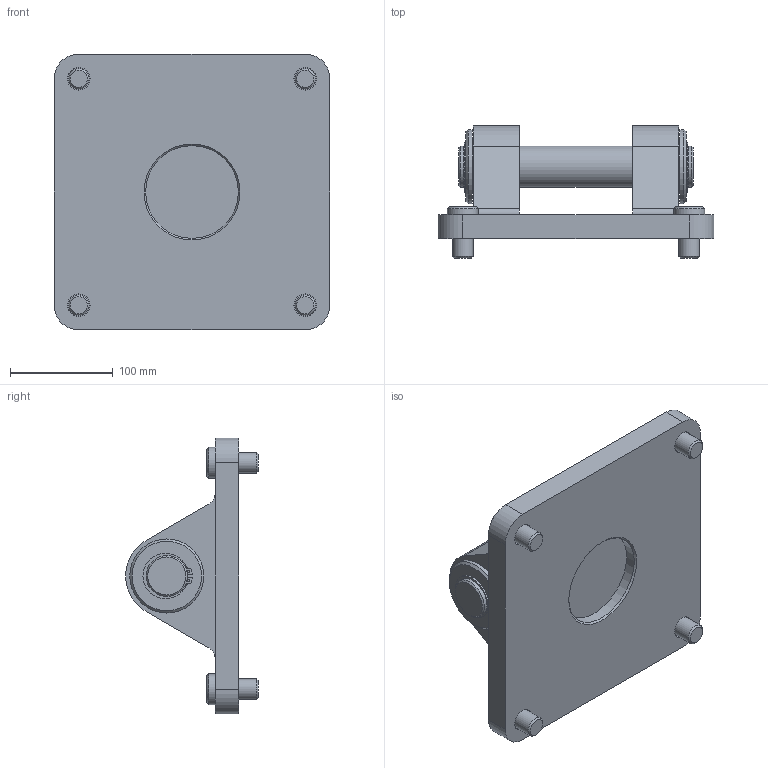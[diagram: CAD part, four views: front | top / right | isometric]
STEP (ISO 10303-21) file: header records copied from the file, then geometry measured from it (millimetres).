
FILE_DESCRIPTION(/* description */ ('STEP AP214'),/* implementation_level */ '2;1');
FILE_NAME(/* name */ '157512_SNGB-250',/* time_stamp */ '2024-09-15T09:28:32+02:00',/* author */ ('License CC BY-ND 4.0'),/* organization */ ('CADENAS'),/* preprocessor_version */ 'ST-DEVELOPER v19.3',/* originating_system */ 'PARTsolutions',/* authorisation */ ' ');
FILE_SCHEMA (('AUTOMOTIVE_DESIGN {1 0 10303 214 3 1 1}'));
Length unit declared in the file: millimetre
Products named in the file (6): 157512 SNGB-250---(asm); 157512 SNGB-250---(FL); 369504 BZ-40-214,0-AA (228); DIN471 - 40x1.75; DIN-125B-1 -40(F); DIN-912 - M20x30(F)
Assembly tree (10 placements, depth 2):
  157512 SNGB-250---(asm)
    157512 SNGB-250---(FL)
    369504 BZ-40-214,0-AA (228)
    DIN471 - 40x1.75  x2
    DIN-125B-1 -40(F)  x2
    DIN-912 - M20x30(F)  x4
Bounding box: 268 x 129 x 268 mm (x, y, z)
Volume: 2532660.6 mm3; surface area: 293768.3 mm2
Topology: 10 solids, 10 shells, 218 faces, 446 edges, 267 vertices
Faces by surface type: plane 105, cylinder 62, cone 51
Full cylindrical faces by diameter (mm): 2.5 x4, 20 x4, 22 x4, 30 x4, 33 x4, 37.5 x2, 40 x7, 44 x4, 72 x2, 90 x1
Entity records: 3049 total; most frequent: DIRECTION 546, CARTESIAN_POINT 499, ORIENTED_EDGE 388, AXIS2_PLACEMENT_3D 234, EDGE_CURVE 194, FACE_BOUND 185, EDGE_LOOP 184, VERTEX_POINT 145
